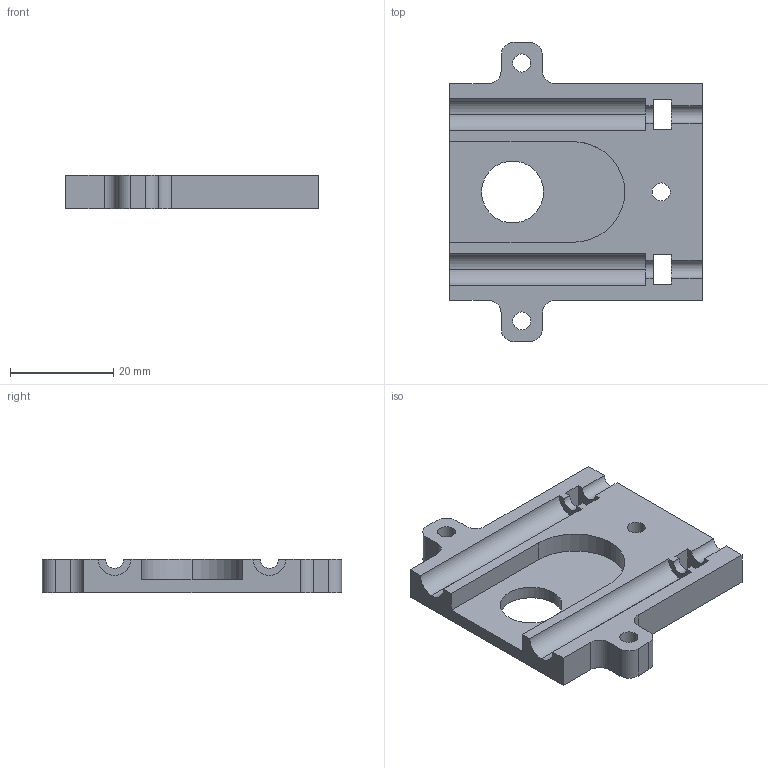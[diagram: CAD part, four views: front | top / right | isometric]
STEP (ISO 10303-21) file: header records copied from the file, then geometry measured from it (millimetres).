
FILE_DESCRIPTION (( 'STEP AP203' ), '1' );
FILE_NAME ('x_end split_b.STEP', '2013-06-24T14:50:54', ( 'LVG' ), ( 'MouseComputer PC' ), 'SwSTEP 2.0', 'SolidWorks 2013', '' );
FILE_SCHEMA (( 'CONFIG_CONTROL_DESIGN' ));
Length unit declared in the file: millimetre
Products named in the file (1): x_end split_b
Bounding box: 49 x 58 x 6.5 mm (x, y, z)
Volume: 9546 mm3; surface area: 6482.5 mm2
Topology: 1 solids, 1 shells, 76 faces, 219 edges, 146 vertices
Faces by surface type: plane 50, cylinder 26
Entity records: 2596 total; most frequent: CARTESIAN_POINT 442, ORIENTED_EDGE 438, DIRECTION 425, EDGE_CURVE 219, LINE 167, VECTOR 167, VERTEX_POINT 146, AXIS2_PLACEMENT_3D 129
